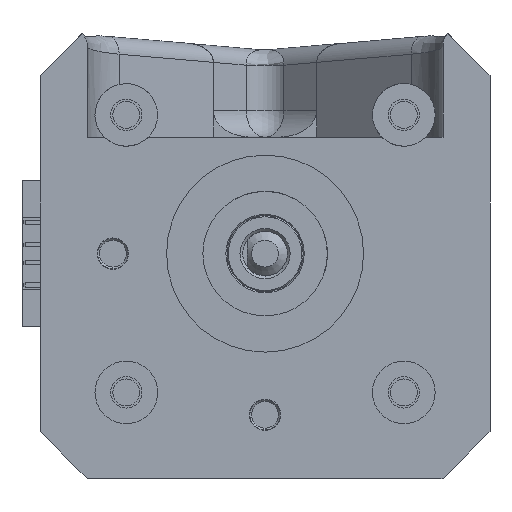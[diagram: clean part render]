
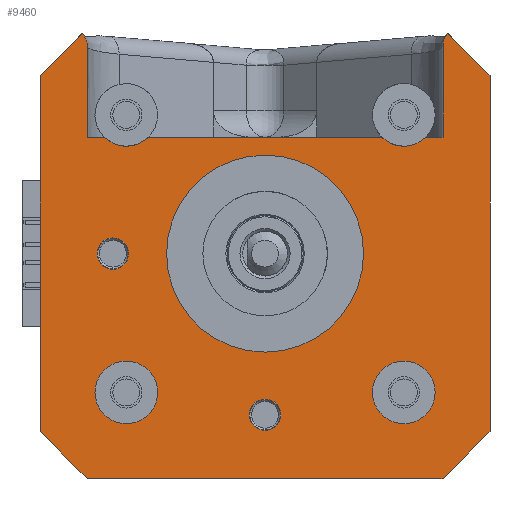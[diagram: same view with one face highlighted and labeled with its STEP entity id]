
A CAD part, front view. The second image highlights one B-rep face of the part: STEP entity #9460.
In plain terms, the highlighted planar face has unit normal (0, -1, 0).
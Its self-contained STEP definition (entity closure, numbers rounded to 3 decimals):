
#78=B_SPLINE_CURVE_WITH_KNOTS('',3,(#18064,#18065,#18066,#18067,#18068,
#18069,#18070,#18071),.UNSPECIFIED.,.F.,.F.,(4,2,2,4),(0.162,
0.234,0.274,0.286),.UNSPECIFIED.);
#79=B_SPLINE_CURVE_WITH_KNOTS('',3,(#18092,#18093,#18094,#18095,#18096,
#18097),.UNSPECIFIED.,.F.,.F.,(4,2,4),(0.028,0.079,
0.153),.UNSPECIFIED.);
#245=FACE_BOUND('',#1668,.T.);
#246=FACE_BOUND('',#1669,.T.);
#247=FACE_BOUND('',#1670,.T.);
#248=FACE_BOUND('',#1671,.T.);
#249=FACE_BOUND('',#1672,.T.);
#1074=FACE_OUTER_BOUND('',#1667,.T.);
#1667=EDGE_LOOP('',(#8272,#8273,#8274,#8275,#8276,#8277,#8278,#8279,#8280,
#8281,#8282,#8283,#8284,#8285,#8286,#8287));
#1668=EDGE_LOOP('',(#8288));
#1669=EDGE_LOOP('',(#8289));
#1670=EDGE_LOOP('',(#8290));
#1671=EDGE_LOOP('',(#8291));
#1672=EDGE_LOOP('',(#8292));
#2546=LINE('',#18074,#3425);
#2548=LINE('',#18078,#3427);
#2549=LINE('',#18080,#3428);
#2550=LINE('',#18082,#3429);
#2551=LINE('',#18084,#3430);
#2552=LINE('',#18086,#3431);
#2553=LINE('',#18088,#3432);
#2554=LINE('',#18090,#3433);
#2555=LINE('',#18099,#3434);
#2556=LINE('',#18101,#3435);
#2557=LINE('',#18105,#3436);
#2558=LINE('',#18108,#3437);
#3425=VECTOR('',#12892,10.);
#3427=VECTOR('',#12896,10.);
#3428=VECTOR('',#12897,10.);
#3429=VECTOR('',#12898,10.);
#3430=VECTOR('',#12899,10.);
#3431=VECTOR('',#12900,10.);
#3432=VECTOR('',#12901,10.);
#3433=VECTOR('',#12902,10.);
#3434=VECTOR('',#12903,10.);
#3435=VECTOR('',#12904,10.);
#3436=VECTOR('',#12907,10.);
#3437=VECTOR('',#12910,10.);
#3825=CIRCLE('',#10389,3.5);
#3826=CIRCLE('',#10390,3.5);
#3827=CIRCLE('',#10391,1.75);
#3828=CIRCLE('',#10392,3.5);
#3829=CIRCLE('',#10393,3.5);
#3830=CIRCLE('',#10394,1.75);
#3831=CIRCLE('',#10395,11.);
#4640=VERTEX_POINT('',#18027);
#4643=VERTEX_POINT('',#18053);
#4644=VERTEX_POINT('',#18073);
#4645=VERTEX_POINT('',#18077);
#4646=VERTEX_POINT('',#18079);
#4647=VERTEX_POINT('',#18081);
#4648=VERTEX_POINT('',#18083);
#4649=VERTEX_POINT('',#18085);
#4650=VERTEX_POINT('',#18087);
#4651=VERTEX_POINT('',#18089);
#4652=VERTEX_POINT('',#18091);
#4653=VERTEX_POINT('',#18098);
#4654=VERTEX_POINT('',#18100);
#4655=VERTEX_POINT('',#18102);
#4656=VERTEX_POINT('',#18104);
#4657=VERTEX_POINT('',#18106);
#4658=VERTEX_POINT('',#18109);
#4659=VERTEX_POINT('',#18111);
#4660=VERTEX_POINT('',#18113);
#4661=VERTEX_POINT('',#18115);
#4662=VERTEX_POINT('',#18117);
#5882=EDGE_CURVE('',#4643,#4640,#78,.T.);
#5883=EDGE_CURVE('',#4644,#4640,#2546,.T.);
#5885=EDGE_CURVE('',#4643,#4645,#2548,.T.);
#5886=EDGE_CURVE('',#4645,#4646,#2549,.T.);
#5887=EDGE_CURVE('',#4646,#4647,#2550,.T.);
#5888=EDGE_CURVE('',#4647,#4648,#2551,.T.);
#5889=EDGE_CURVE('',#4648,#4649,#2552,.T.);
#5890=EDGE_CURVE('',#4649,#4650,#2553,.T.);
#5891=EDGE_CURVE('',#4650,#4651,#2554,.T.);
#5892=EDGE_CURVE('',#4652,#4651,#79,.T.);
#5893=EDGE_CURVE('',#4652,#4653,#2555,.T.);
#5894=EDGE_CURVE('',#4653,#4654,#2556,.T.);
#5895=EDGE_CURVE('',#4654,#4655,#3825,.T.);
#5896=EDGE_CURVE('',#4655,#4656,#2557,.T.);
#5897=EDGE_CURVE('',#4656,#4657,#3826,.T.);
#5898=EDGE_CURVE('',#4657,#4644,#2558,.T.);
#5899=EDGE_CURVE('',#4658,#4658,#3827,.T.);
#5900=EDGE_CURVE('',#4659,#4659,#3828,.T.);
#5901=EDGE_CURVE('',#4660,#4660,#3829,.T.);
#5902=EDGE_CURVE('',#4661,#4661,#3830,.T.);
#5903=EDGE_CURVE('',#4662,#4662,#3831,.T.);
#8272=ORIENTED_EDGE('',*,*,#5882,.F.);
#8273=ORIENTED_EDGE('',*,*,#5885,.T.);
#8274=ORIENTED_EDGE('',*,*,#5886,.T.);
#8275=ORIENTED_EDGE('',*,*,#5887,.T.);
#8276=ORIENTED_EDGE('',*,*,#5888,.T.);
#8277=ORIENTED_EDGE('',*,*,#5889,.T.);
#8278=ORIENTED_EDGE('',*,*,#5890,.T.);
#8279=ORIENTED_EDGE('',*,*,#5891,.T.);
#8280=ORIENTED_EDGE('',*,*,#5892,.F.);
#8281=ORIENTED_EDGE('',*,*,#5893,.T.);
#8282=ORIENTED_EDGE('',*,*,#5894,.T.);
#8283=ORIENTED_EDGE('',*,*,#5895,.T.);
#8284=ORIENTED_EDGE('',*,*,#5896,.T.);
#8285=ORIENTED_EDGE('',*,*,#5897,.T.);
#8286=ORIENTED_EDGE('',*,*,#5898,.T.);
#8287=ORIENTED_EDGE('',*,*,#5883,.T.);
#8288=ORIENTED_EDGE('',*,*,#5899,.T.);
#8289=ORIENTED_EDGE('',*,*,#5900,.T.);
#8290=ORIENTED_EDGE('',*,*,#5901,.T.);
#8291=ORIENTED_EDGE('',*,*,#5902,.T.);
#8292=ORIENTED_EDGE('',*,*,#5903,.T.);
#8957=PLANE('',#10388);
#9460=ADVANCED_FACE('',(#1074,#245,#246,#247,#248,#249),#8957,.F.);
#10388=AXIS2_PLACEMENT_3D('',#18076,#12894,#12895);
#10389=AXIS2_PLACEMENT_3D('',#18103,#12905,#12906);
#10390=AXIS2_PLACEMENT_3D('',#18107,#12908,#12909);
#10391=AXIS2_PLACEMENT_3D('',#18110,#12911,#12912);
#10392=AXIS2_PLACEMENT_3D('',#18112,#12913,#12914);
#10393=AXIS2_PLACEMENT_3D('',#18114,#12915,#12916);
#10394=AXIS2_PLACEMENT_3D('',#18116,#12917,#12918);
#10395=AXIS2_PLACEMENT_3D('',#18118,#12919,#12920);
#12892=DIRECTION('',(0.,0.,1.));
#12894=DIRECTION('center_axis',(0.,1.,0.));
#12895=DIRECTION('ref_axis',(1.,0.,0.));
#12896=DIRECTION('',(-0.707,0.,-0.707));
#12897=DIRECTION('',(0.,0.,-1.));
#12898=DIRECTION('',(0.707,0.,-0.707));
#12899=DIRECTION('',(1.,0.,0.));
#12900=DIRECTION('',(0.707,0.,0.707));
#12901=DIRECTION('',(0.,0.,1.));
#12902=DIRECTION('',(-0.707,0.,0.707));
#12903=DIRECTION('',(0.,0.,-1.));
#12904=DIRECTION('',(-1.,0.,0.));
#12905=DIRECTION('center_axis',(0.,1.,0.));
#12906=DIRECTION('ref_axis',(1.,0.,0.));
#12907=DIRECTION('',(-1.,0.,0.));
#12908=DIRECTION('center_axis',(0.,1.,0.));
#12909=DIRECTION('ref_axis',(1.,0.,0.));
#12910=DIRECTION('',(-1.,0.,0.));
#12911=DIRECTION('center_axis',(0.,1.,0.));
#12912=DIRECTION('ref_axis',(-1.,0.,0.));
#12913=DIRECTION('center_axis',(0.,1.,0.));
#12914=DIRECTION('ref_axis',(1.,0.,0.));
#12915=DIRECTION('center_axis',(0.,1.,0.));
#12916=DIRECTION('ref_axis',(1.,0.,0.));
#12917=DIRECTION('center_axis',(0.,1.,0.));
#12918=DIRECTION('ref_axis',(1.,0.,0.));
#12919=DIRECTION('center_axis',(0.,1.,0.));
#12920=DIRECTION('ref_axis',(-1.,0.,0.));
#18027=CARTESIAN_POINT('',(-19.875,-26.,23.496));
#18053=CARTESIAN_POINT('',(-20.406,-26.,24.594));
#18064=CARTESIAN_POINT('Ctrl Pts',(-20.406,-26.,24.594));
#18065=CARTESIAN_POINT('Ctrl Pts',(-20.241,-26.,24.421));
#18066=CARTESIAN_POINT('Ctrl Pts',(-20.109,-26.,24.22));
#18067=CARTESIAN_POINT('Ctrl Pts',(-19.963,-26.,23.876));
#18068=CARTESIAN_POINT('Ctrl Pts',(-19.923,-26.,23.747));
#18069=CARTESIAN_POINT('Ctrl Pts',(-19.888,-26.,23.576));
#18070=CARTESIAN_POINT('Ctrl Pts',(-19.881,-26.,23.536));
#18071=CARTESIAN_POINT('Ctrl Pts',(-19.875,-26.,23.496));
#18073=CARTESIAN_POINT('',(-19.875,-26.,13.));
#18074=CARTESIAN_POINT('',(-19.875,-26.,6.5));
#18076=CARTESIAN_POINT('Origin',(0.,-26.,0.));
#18077=CARTESIAN_POINT('',(-25.125,-26.,19.875));
#18078=CARTESIAN_POINT('',(-22.5,-26.,22.5));
#18079=CARTESIAN_POINT('',(-25.125,-26.,-19.875));
#18080=CARTESIAN_POINT('',(-25.125,-26.,-11.25));
#18081=CARTESIAN_POINT('',(-19.875,-26.,-25.125));
#18082=CARTESIAN_POINT('',(-22.5,-26.,-22.5));
#18083=CARTESIAN_POINT('',(19.875,-26.,-25.125));
#18084=CARTESIAN_POINT('',(11.25,-26.,-25.125));
#18085=CARTESIAN_POINT('',(25.125,-26.,-19.875));
#18086=CARTESIAN_POINT('',(22.5,-26.,-22.5));
#18087=CARTESIAN_POINT('',(25.125,-26.,19.875));
#18088=CARTESIAN_POINT('',(25.125,-26.,11.25));
#18089=CARTESIAN_POINT('',(20.406,-26.,24.594));
#18090=CARTESIAN_POINT('',(22.5,-26.,22.5));
#18091=CARTESIAN_POINT('',(19.875,-26.,23.496));
#18092=CARTESIAN_POINT('Ctrl Pts',(19.875,-26.,23.496));
#18093=CARTESIAN_POINT('Ctrl Pts',(19.899,-26.,23.661));
#18094=CARTESIAN_POINT('Ctrl Pts',(19.943,-26.,23.823));
#18095=CARTESIAN_POINT('Ctrl Pts',(20.1,-26.,24.207));
#18096=CARTESIAN_POINT('Ctrl Pts',(20.236,-26.,24.415));
#18097=CARTESIAN_POINT('Ctrl Pts',(20.406,-26.,24.594));
#18098=CARTESIAN_POINT('',(19.875,-26.,13.));
#18099=CARTESIAN_POINT('',(19.875,-26.,6.5));
#18100=CARTESIAN_POINT('',(17.949,-26.,13.));
#18101=CARTESIAN_POINT('',(0.,-26.,13.));
#18102=CARTESIAN_POINT('',(13.051,-26.,13.));
#18103=CARTESIAN_POINT('Origin',(15.5,-26.,15.5));
#18104=CARTESIAN_POINT('',(-13.051,-26.,13.));
#18105=CARTESIAN_POINT('',(0.,-26.,13.));
#18106=CARTESIAN_POINT('',(-17.949,-26.,13.));
#18107=CARTESIAN_POINT('Origin',(-15.5,-26.,15.5));
#18108=CARTESIAN_POINT('',(0.,-26.,13.));
#18109=CARTESIAN_POINT('',(1.75,-26.,-18.));
#18110=CARTESIAN_POINT('Origin',(0.,-26.,-18.));
#18111=CARTESIAN_POINT('',(12.,-26.,-15.5));
#18112=CARTESIAN_POINT('Origin',(15.5,-26.,-15.5));
#18113=CARTESIAN_POINT('',(-19.,-26.,-15.5));
#18114=CARTESIAN_POINT('Origin',(-15.5,-26.,-15.5));
#18115=CARTESIAN_POINT('',(-18.75,-26.,0.));
#18116=CARTESIAN_POINT('Origin',(-17.,-26.,0.));
#18117=CARTESIAN_POINT('',(11.,-26.,0.));
#18118=CARTESIAN_POINT('Origin',(0.,-26.,0.));
